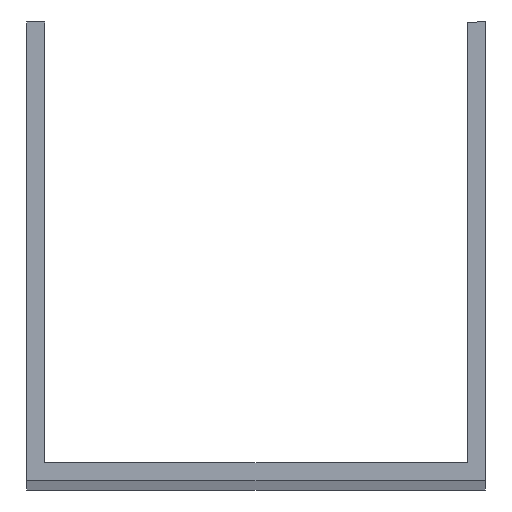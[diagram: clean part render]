
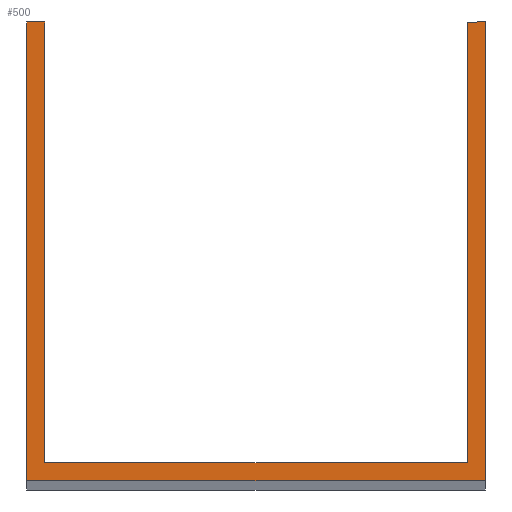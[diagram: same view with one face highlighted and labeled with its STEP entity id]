
A CAD part, top view. The second image highlights one B-rep face of the part: STEP entity #500.
In plain terms, the highlighted planar face has unit normal (0, 0, 1).
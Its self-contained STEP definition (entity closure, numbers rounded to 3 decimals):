
#1 = VECTOR ( 'NONE', #191, 1000. ) ;
#5 = ORIENTED_EDGE ( 'NONE', *, *, #539, .T. ) ;
#27 = CARTESIAN_POINT ( 'NONE',  ( -13.929, -24.424, 575. ) ) ;
#33 = LINE ( 'NONE', #364, #190 ) ;
#34 = CARTESIAN_POINT ( 'NONE',  ( -15.929, -26.424, 575. ) ) ;
#41 = LINE ( 'NONE', #377, #366 ) ;
#68 = DIRECTION ( 'NONE',  ( 0., 1., 0. ) ) ;
#77 = VERTEX_POINT ( 'NONE', #278 ) ;
#84 = LINE ( 'NONE', #242, #587 ) ;
#104 = VECTOR ( 'NONE', #423, 1000. ) ;
#114 = ORIENTED_EDGE ( 'NONE', *, *, #504, .T. ) ;
#117 = VERTEX_POINT ( 'NONE', #222 ) ;
#133 = DIRECTION ( 'NONE',  ( -1., 0., 0. ) ) ;
#139 = CARTESIAN_POINT ( 'NONE',  ( 32.871, 24.376, 575. ) ) ;
#148 = ORIENTED_EDGE ( 'NONE', *, *, #391, .T. ) ;
#182 = DIRECTION ( 'NONE',  ( 1., 0., 0. ) ) ;
#185 = CARTESIAN_POINT ( 'NONE',  ( -15.929, -26.424, 575. ) ) ;
#190 = VECTOR ( 'NONE', #133, 1000. ) ;
#191 = DIRECTION ( 'NONE',  ( 1., 0., 0. ) ) ;
#205 = EDGE_LOOP ( 'NONE', ( #148, #5, #114, #470, #557, #245, #547, #548 ) ) ;
#208 = EDGE_CURVE ( 'NONE', #117, #581, #625, .T. ) ;
#210 = VECTOR ( 'NONE', #629, 1000. ) ;
#212 = CARTESIAN_POINT ( 'NONE',  ( -13.929, 24.376, 575. ) ) ;
#222 = CARTESIAN_POINT ( 'NONE',  ( 32.871, 24.376, 575. ) ) ;
#233 = LINE ( 'NONE', #27, #246 ) ;
#235 = DIRECTION ( 'NONE',  ( -1., 0., 0. ) ) ;
#238 = CARTESIAN_POINT ( 'NONE',  ( 0., 0., 575. ) ) ;
#240 = EDGE_CURVE ( 'NONE', #581, #593, #84, .T. ) ;
#242 = CARTESIAN_POINT ( 'NONE',  ( 32.871, -24.424, 575. ) ) ;
#245 = ORIENTED_EDGE ( 'NONE', *, *, #208, .T. ) ;
#246 = VECTOR ( 'NONE', #68, 1000. ) ;
#267 = CARTESIAN_POINT ( 'NONE',  ( -15.929, 24.376, 575. ) ) ;
#277 = AXIS2_PLACEMENT_3D ( 'NONE', #238, #288, #182 ) ;
#278 = CARTESIAN_POINT ( 'NONE',  ( 34.871, -26.424, 575. ) ) ;
#288 = DIRECTION ( 'NONE',  ( 0., 0., 1. ) ) ;
#291 = LINE ( 'NONE', #34, #1 ) ;
#293 = VERTEX_POINT ( 'NONE', #212 ) ;
#350 = VERTEX_POINT ( 'NONE', #267 ) ;
#363 = EDGE_CURVE ( 'NONE', #593, #293, #233, .T. ) ;
#364 = CARTESIAN_POINT ( 'NONE',  ( 34.871, 24.376, 575. ) ) ;
#366 = VECTOR ( 'NONE', #384, 1000. ) ;
#377 = CARTESIAN_POINT ( 'NONE',  ( 34.871, -26.424, 575. ) ) ;
#384 = DIRECTION ( 'NONE',  ( 0., 1., 0. ) ) ;
#391 = EDGE_CURVE ( 'NONE', #293, #350, #556, .T. ) ;
#397 = VERTEX_POINT ( 'NONE', #567 ) ;
#398 = VERTEX_POINT ( 'NONE', #185 ) ;
#418 = FACE_OUTER_BOUND ( 'NONE', #205, .T. ) ;
#423 = DIRECTION ( 'NONE',  ( -1., 0., 0. ) ) ;
#424 = CARTESIAN_POINT ( 'NONE',  ( -15.929, 24.376, 575. ) ) ;
#431 = DIRECTION ( 'NONE',  ( 0., -1., 0. ) ) ;
#435 = CARTESIAN_POINT ( 'NONE',  ( -13.929, -24.424, 575. ) ) ;
#465 = EDGE_CURVE ( 'NONE', #397, #117, #33, .T. ) ;
#470 = ORIENTED_EDGE ( 'NONE', *, *, #546, .T. ) ;
#480 = LINE ( 'NONE', #424, #210 ) ;
#484 = CARTESIAN_POINT ( 'NONE',  ( 32.871, -24.424, 575. ) ) ;
#500 = ADVANCED_FACE ( 'NONE', ( #418 ), #613, .T. ) ;
#504 = EDGE_CURVE ( 'NONE', #398, #77, #291, .T. ) ;
#539 = EDGE_CURVE ( 'NONE', #350, #398, #480, .T. ) ;
#540 = VECTOR ( 'NONE', #431, 1000. ) ;
#546 = EDGE_CURVE ( 'NONE', #77, #397, #41, .T. ) ;
#547 = ORIENTED_EDGE ( 'NONE', *, *, #240, .T. ) ;
#548 = ORIENTED_EDGE ( 'NONE', *, *, #363, .T. ) ;
#556 = LINE ( 'NONE', #564, #104 ) ;
#557 = ORIENTED_EDGE ( 'NONE', *, *, #465, .T. ) ;
#564 = CARTESIAN_POINT ( 'NONE',  ( -13.929, 24.376, 575. ) ) ;
#567 = CARTESIAN_POINT ( 'NONE',  ( 34.871, 24.376, 575. ) ) ;
#581 = VERTEX_POINT ( 'NONE', #484 ) ;
#587 = VECTOR ( 'NONE', #235, 1000. ) ;
#593 = VERTEX_POINT ( 'NONE', #435 ) ;
#613 = PLANE ( 'NONE',  #277 ) ;
#625 = LINE ( 'NONE', #139, #540 ) ;
#629 = DIRECTION ( 'NONE',  ( 0., -1., 0. ) ) ;
